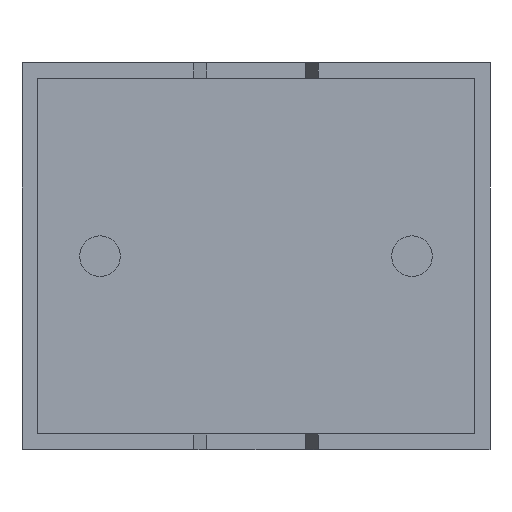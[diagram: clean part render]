
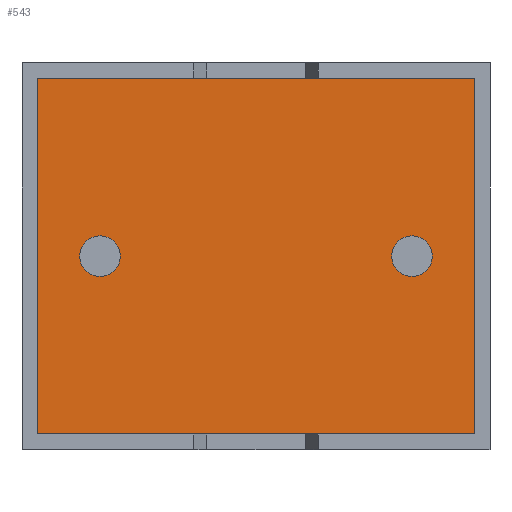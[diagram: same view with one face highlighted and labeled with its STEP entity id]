
A CAD part, front view. The second image highlights one B-rep face of the part: STEP entity #543.
In plain terms, the highlighted planar face has unit normal (0, -1, 0).
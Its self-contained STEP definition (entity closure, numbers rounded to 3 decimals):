
#2 = DIRECTION ( 'NONE',  ( 0., 0., -1. ) ) ;
#4 = CARTESIAN_POINT ( 'NONE',  ( 6.25, 0.75, 3.1 ) ) ;
#146 = FACE_OUTER_BOUND ( 'NONE', #2254, .T. ) ;
#212 = VERTEX_POINT ( 'NONE', #271 ) ;
#253 = AXIS2_PLACEMENT_3D ( 'NONE', #386, #1168, #685 ) ;
#271 = CARTESIAN_POINT ( 'NONE',  ( 6.25, 0.75, 2.775 ) ) ;
#329 = VECTOR ( 'NONE', #2954, 1000. ) ;
#339 = LINE ( 'NONE', #1433, #2661 ) ;
#360 = LINE ( 'NONE', #2482, #1488 ) ;
#386 = CARTESIAN_POINT ( 'NONE',  ( 6.25, 0.75, 3.1 ) ) ;
#440 = VECTOR ( 'NONE', #1408, 1000. ) ;
#459 = DIRECTION ( 'NONE',  ( 0., 0., -1. ) ) ;
#525 = CARTESIAN_POINT ( 'NONE',  ( 1.25, 0.75, 3.1 ) ) ;
#543 = ADVANCED_FACE ( 'NONE', ( #779, #146, #1497 ), #1243, .T. ) ;
#558 = CARTESIAN_POINT ( 'NONE',  ( 7.25, 0.75, 5.95 ) ) ;
#604 = EDGE_CURVE ( 'NONE', #1150, #2238, #2338, .T. ) ;
#649 = ORIENTED_EDGE ( 'NONE', *, *, #1088, .T. ) ;
#685 = DIRECTION ( 'NONE',  ( 0., 0., -1. ) ) ;
#779 = FACE_BOUND ( 'NONE', #1602, .T. ) ;
#807 = VERTEX_POINT ( 'NONE', #1594 ) ;
#821 = AXIS2_PLACEMENT_3D ( 'NONE', #525, #2183, #2871 ) ;
#922 = EDGE_CURVE ( 'NONE', #1993, #212, #1900, .T. ) ;
#951 = VERTEX_POINT ( 'NONE', #2097 ) ;
#967 = EDGE_CURVE ( 'NONE', #1003, #807, #2674, .T. ) ;
#1003 = VERTEX_POINT ( 'NONE', #1571 ) ;
#1007 = EDGE_CURVE ( 'NONE', #807, #2018, #360, .T. ) ;
#1076 = DIRECTION ( 'NONE',  ( 0., 0., 1. ) ) ;
#1088 = EDGE_CURVE ( 'NONE', #2018, #951, #1604, .T. ) ;
#1098 = CIRCLE ( 'NONE', #2763, 0.325 ) ;
#1150 = VERTEX_POINT ( 'NONE', #2468 ) ;
#1168 = DIRECTION ( 'NONE',  ( 0., -1., 0. ) ) ;
#1174 = CARTESIAN_POINT ( 'NONE',  ( 0.25, 0.75, 0.25 ) ) ;
#1176 = EDGE_LOOP ( 'NONE', ( #1705, #2028 ) ) ;
#1243 = PLANE ( 'NONE',  #2941 ) ;
#1250 = DIRECTION ( 'NONE',  ( 0., -1., 0. ) ) ;
#1324 = ORIENTED_EDGE ( 'NONE', *, *, #2794, .T. ) ;
#1408 = DIRECTION ( 'NONE',  ( 1., 0., 0. ) ) ;
#1433 = CARTESIAN_POINT ( 'NONE',  ( 0.25, 0.75, 5.95 ) ) ;
#1488 = VECTOR ( 'NONE', #1076, 1000. ) ;
#1497 = FACE_BOUND ( 'NONE', #1176, .T. ) ;
#1543 = AXIS2_PLACEMENT_3D ( 'NONE', #4, #2812, #459 ) ;
#1571 = CARTESIAN_POINT ( 'NONE',  ( 0.25, 0.75, 0.25 ) ) ;
#1594 = CARTESIAN_POINT ( 'NONE',  ( 7.25, 0.75, 0.25 ) ) ;
#1602 = EDGE_LOOP ( 'NONE', ( #2776, #2190 ) ) ;
#1604 = LINE ( 'NONE', #2262, #329 ) ;
#1705 = ORIENTED_EDGE ( 'NONE', *, *, #2133, .F. ) ;
#1763 = DIRECTION ( 'NONE',  ( 0., -1., 0. ) ) ;
#1900 = CIRCLE ( 'NONE', #1543, 0.325 ) ;
#1904 = EDGE_CURVE ( 'NONE', #212, #1993, #2093, .T. ) ;
#1970 = CARTESIAN_POINT ( 'NONE',  ( 6.25, 0.75, 3.425 ) ) ;
#1993 = VERTEX_POINT ( 'NONE', #1970 ) ;
#2018 = VERTEX_POINT ( 'NONE', #558 ) ;
#2028 = ORIENTED_EDGE ( 'NONE', *, *, #604, .F. ) ;
#2057 = ORIENTED_EDGE ( 'NONE', *, *, #1007, .T. ) ;
#2093 = CIRCLE ( 'NONE', #253, 0.325 ) ;
#2097 = CARTESIAN_POINT ( 'NONE',  ( 0.25, 0.75, 5.95 ) ) ;
#2133 = EDGE_CURVE ( 'NONE', #2238, #1150, #1098, .T. ) ;
#2183 = DIRECTION ( 'NONE',  ( 0., -1., 0. ) ) ;
#2190 = ORIENTED_EDGE ( 'NONE', *, *, #1904, .F. ) ;
#2238 = VERTEX_POINT ( 'NONE', #2906 ) ;
#2254 = EDGE_LOOP ( 'NONE', ( #1324, #2888, #2057, #649 ) ) ;
#2262 = CARTESIAN_POINT ( 'NONE',  ( 7.25, 0.75, 5.95 ) ) ;
#2338 = CIRCLE ( 'NONE', #821, 0.325 ) ;
#2419 = DIRECTION ( 'NONE',  ( 0., 0., -1. ) ) ;
#2468 = CARTESIAN_POINT ( 'NONE',  ( 1.25, 0.75, 2.775 ) ) ;
#2482 = CARTESIAN_POINT ( 'NONE',  ( 7.25, 0.75, 0.25 ) ) ;
#2545 = DIRECTION ( 'NONE',  ( 0., 0., -1. ) ) ;
#2646 = CARTESIAN_POINT ( 'NONE',  ( 1.25, 0.75, 3.1 ) ) ;
#2661 = VECTOR ( 'NONE', #2545, 1000. ) ;
#2674 = LINE ( 'NONE', #1174, #440 ) ;
#2763 = AXIS2_PLACEMENT_3D ( 'NONE', #2646, #1250, #2 ) ;
#2776 = ORIENTED_EDGE ( 'NONE', *, *, #922, .F. ) ;
#2794 = EDGE_CURVE ( 'NONE', #951, #1003, #339, .T. ) ;
#2812 = DIRECTION ( 'NONE',  ( 0., -1., 0. ) ) ;
#2862 = CARTESIAN_POINT ( 'NONE',  ( 0., 0.75, 0. ) ) ;
#2871 = DIRECTION ( 'NONE',  ( 0., 0., -1. ) ) ;
#2888 = ORIENTED_EDGE ( 'NONE', *, *, #967, .T. ) ;
#2906 = CARTESIAN_POINT ( 'NONE',  ( 1.25, 0.75, 3.425 ) ) ;
#2941 = AXIS2_PLACEMENT_3D ( 'NONE', #2862, #1763, #2419 ) ;
#2954 = DIRECTION ( 'NONE',  ( -1., 0., 0. ) ) ;
